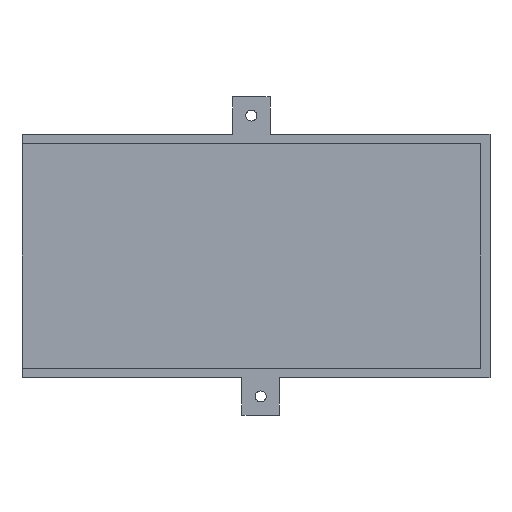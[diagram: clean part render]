
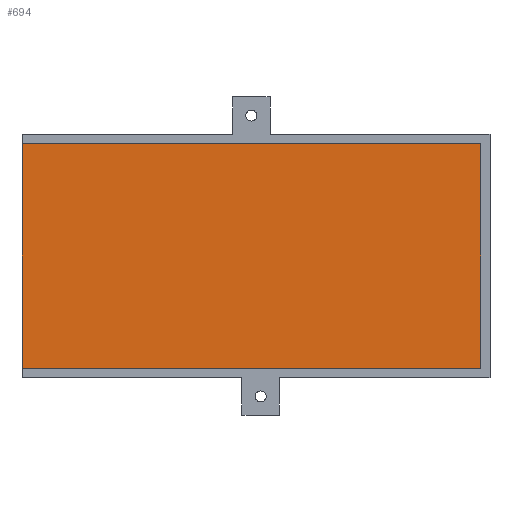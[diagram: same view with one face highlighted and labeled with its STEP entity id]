
A CAD part, front view. The second image highlights one B-rep face of the part: STEP entity #694.
In plain terms, the highlighted planar face has unit normal (0, -1, 0).
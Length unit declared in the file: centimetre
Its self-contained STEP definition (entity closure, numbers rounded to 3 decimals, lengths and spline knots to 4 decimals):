
#11 = ORIENTED_EDGE ( 'NONE', *, *, #162, .F. ) ;
#22 = ORIENTED_EDGE ( 'NONE', *, *, #23, .T. ) ;
#23 = EDGE_CURVE ( 'NONE', #671, #321, #604, .T. ) ;
#49 = CARTESIAN_POINT ( 'NONE',  ( 24.5, 14.5, 0. ) ) ;
#62 = VECTOR ( 'NONE', #239, 100. ) ;
#115 = PLANE ( 'NONE',  #139 ) ;
#128 = EDGE_LOOP ( 'NONE', ( #22, #566, #11, #626 ) ) ;
#138 = CARTESIAN_POINT ( 'NONE',  ( 0., 14.5, -12. ) ) ;
#139 = AXIS2_PLACEMENT_3D ( 'NONE', #415, #531, #294 ) ;
#162 = EDGE_CURVE ( 'NONE', #537, #409, #334, .T. ) ;
#212 = VECTOR ( 'NONE', #625, 100. ) ;
#216 = CARTESIAN_POINT ( 'NONE',  ( 0., 14.5, 0.5 ) ) ;
#239 = DIRECTION ( 'NONE',  ( -1., 0., 0. ) ) ;
#267 = DIRECTION ( 'NONE',  ( 0., 0., 1. ) ) ;
#294 = DIRECTION ( 'NONE',  ( 0., 0., -1. ) ) ;
#321 = VERTEX_POINT ( 'NONE', #579 ) ;
#334 = LINE ( 'NONE', #216, #212 ) ;
#344 = EDGE_CURVE ( 'NONE', #321, #409, #528, .T. ) ;
#361 = CARTESIAN_POINT ( 'NONE',  ( 24.5, 14.5, -12. ) ) ;
#383 = VECTOR ( 'NONE', #267, 100. ) ;
#409 = VERTEX_POINT ( 'NONE', #513 ) ;
#412 = CARTESIAN_POINT ( 'NONE',  ( 0., 14.5, -12. ) ) ;
#415 = CARTESIAN_POINT ( 'NONE',  ( 0., 14.5, 0. ) ) ;
#429 = DIRECTION ( 'NONE',  ( 1., 0., 0. ) ) ;
#439 = CARTESIAN_POINT ( 'NONE',  ( 24.5, 14.5, -12. ) ) ;
#513 = CARTESIAN_POINT ( 'NONE',  ( 0., 14.5, 0. ) ) ;
#528 = LINE ( 'NONE', #49, #62 ) ;
#531 = DIRECTION ( 'NONE',  ( 0., -1., 0. ) ) ;
#537 = VERTEX_POINT ( 'NONE', #412 ) ;
#557 = VECTOR ( 'NONE', #429, 100. ) ;
#563 = EDGE_CURVE ( 'NONE', #537, #671, #612, .T. ) ;
#566 = ORIENTED_EDGE ( 'NONE', *, *, #344, .T. ) ;
#579 = CARTESIAN_POINT ( 'NONE',  ( 24.5, 14.5, 0. ) ) ;
#604 = LINE ( 'NONE', #439, #383 ) ;
#612 = LINE ( 'NONE', #138, #557 ) ;
#625 = DIRECTION ( 'NONE',  ( 0., 0., 1. ) ) ;
#626 = ORIENTED_EDGE ( 'NONE', *, *, #563, .T. ) ;
#659 = FACE_OUTER_BOUND ( 'NONE', #128, .T. ) ;
#671 = VERTEX_POINT ( 'NONE', #361 ) ;
#694 = ADVANCED_FACE ( 'NONE', ( #659 ), #115, .T. ) ;
